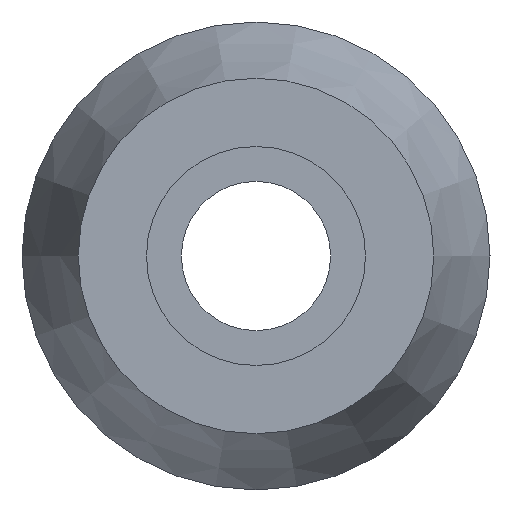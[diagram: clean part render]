
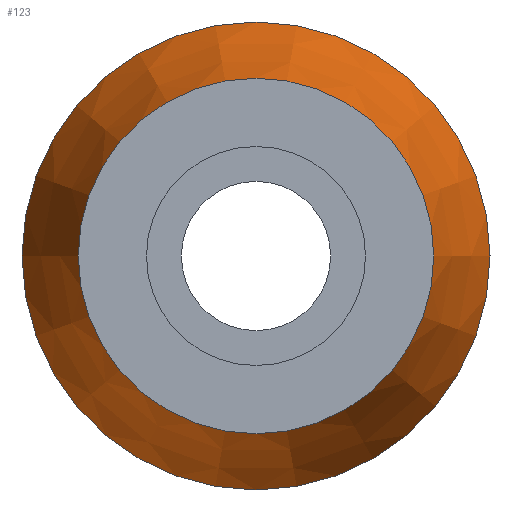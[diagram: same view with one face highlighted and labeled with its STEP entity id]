
A CAD part, left-side view. The second image highlights one B-rep face of the part: STEP entity #123.
In plain terms, the highlighted conical face has half-angle 19.367 degrees and reference radius 12.075 mm.
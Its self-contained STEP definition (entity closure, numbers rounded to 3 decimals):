
#20=CONICAL_SURFACE('',#150,12.075,0.338);
#31=ORIENTED_EDGE('',*,*,#49,.F.);
#32=ORIENTED_EDGE('',*,*,#48,.F.);
#48=EDGE_CURVE('',#58,#58,#68,.T.);
#49=EDGE_CURVE('',#59,#59,#69,.T.);
#58=VERTEX_POINT('',#215);
#59=VERTEX_POINT('',#219);
#68=CIRCLE('',#148,12.075);
#69=CIRCLE('',#151,9.175);
#81=EDGE_LOOP('',(#31));
#82=EDGE_LOOP('',(#32));
#101=FACE_BOUND('',#81,.T.);
#102=FACE_BOUND('',#82,.T.);
#123=ADVANCED_FACE('',(#101,#102),#20,.T.);
#148=AXIS2_PLACEMENT_3D('',#214,#175,#176);
#150=AXIS2_PLACEMENT_3D('',#217,#179,#180);
#151=AXIS2_PLACEMENT_3D('',#218,#181,#182);
#175=DIRECTION('',(1.,0.,0.));
#176=DIRECTION('',(0.,1.,0.));
#179=DIRECTION('',(1.,0.,0.));
#180=DIRECTION('',(0.,0.,-1.));
#181=DIRECTION('',(-1.,0.,0.));
#182=DIRECTION('',(0.,0.,1.));
#214=CARTESIAN_POINT('',(0.,0.,0.));
#215=CARTESIAN_POINT('',(0.,12.075,0.));
#217=CARTESIAN_POINT('',(0.,0.,0.));
#218=CARTESIAN_POINT('',(-8.25,0.,0.));
#219=CARTESIAN_POINT('',(-8.25,0.,9.175));
